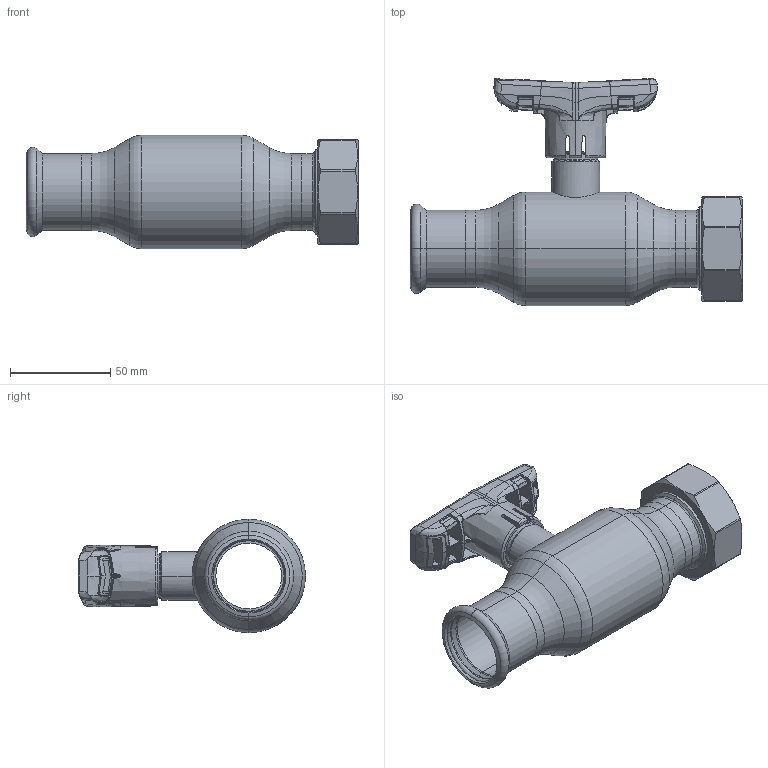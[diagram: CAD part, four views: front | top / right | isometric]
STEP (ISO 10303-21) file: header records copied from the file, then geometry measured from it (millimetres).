
FILE_DESCRIPTION (( 'STEP AP214' ), '1' );
FILE_NAME ('1032001400-1400.step', '2024-01-15T11:24:38', ( '' ), ( '' ), 'SwSTEP 2.0', 'SolidWorks 2021', '' );
FILE_SCHEMA (( 'AUTOMOTIVE_DESIGN' ));
Length unit declared in the file: millimetre
Products named in the file (1): 1032001400-1400
Bounding box: 165.3 x 113.08 x 56.5 mm (x, y, z)
Surface area: 53087.6 mm2 (no closed solid volume)
Topology: 0 solids, 11 shells, 623 faces, 2020 edges, 1325 vertices
Faces by surface type: bspline 470, plane 50, cylinder 44, cone 34, torus 25
Entity records: 56668 total; most frequent: CARTESIAN_POINT 36812, ORIENTED_EDGE 3339, EDGE_CURVE 2006, B_SPLINE_CURVE_WITH_KNOTS 1392, DIRECTION 1344, VERTEX_POINT 1322, EDGE_LOOP 635, UNCERTAINTY_MEASURE_WITH_UNIT 622
